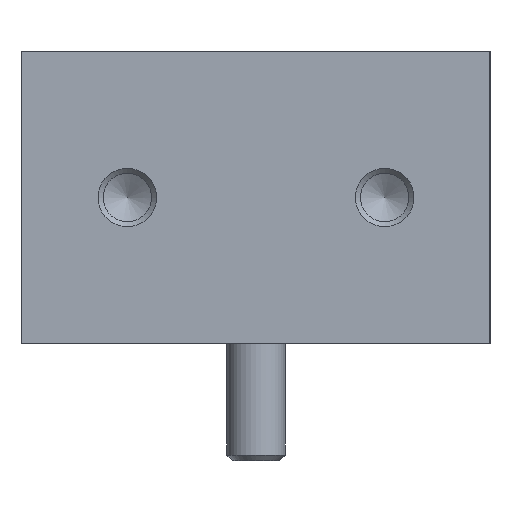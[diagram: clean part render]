
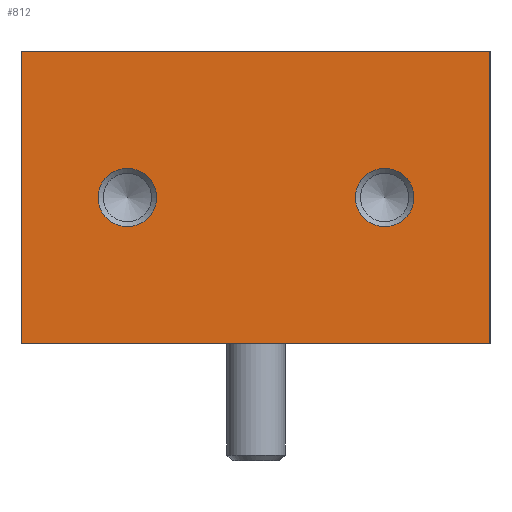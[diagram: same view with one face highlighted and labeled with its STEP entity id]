
A CAD part, left-side view. The second image highlights one B-rep face of the part: STEP entity #812.
In plain terms, the highlighted planar face has unit normal (-1, 0, 0).
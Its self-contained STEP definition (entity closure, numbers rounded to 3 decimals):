
#54=LINE('',#1281,#105);
#55=LINE('',#1284,#106);
#56=LINE('',#1286,#107);
#57=LINE('',#1288,#108);
#105=VECTOR('',#1019,1000.);
#106=VECTOR('',#1020,1000.);
#107=VECTOR('',#1021,1000.);
#108=VECTOR('',#1022,1000.);
#156=PLANE('',#902);
#190=ORIENTED_EDGE('',*,*,#388,.T.);
#191=ORIENTED_EDGE('',*,*,#389,.T.);
#192=ORIENTED_EDGE('',*,*,#390,.F.);
#193=ORIENTED_EDGE('',*,*,#391,.F.);
#194=ORIENTED_EDGE('',*,*,#392,.T.);
#195=ORIENTED_EDGE('',*,*,#393,.T.);
#388=EDGE_CURVE('',#487,#487,#560,.T.);
#389=EDGE_CURVE('',#488,#488,#561,.T.);
#390=EDGE_CURVE('',#489,#490,#54,.T.);
#391=EDGE_CURVE('',#491,#489,#55,.T.);
#392=EDGE_CURVE('',#491,#492,#56,.T.);
#393=EDGE_CURVE('',#492,#490,#57,.T.);
#487=VERTEX_POINT('',#1278);
#488=VERTEX_POINT('',#1280);
#489=VERTEX_POINT('',#1282);
#490=VERTEX_POINT('',#1283);
#491=VERTEX_POINT('',#1285);
#492=VERTEX_POINT('',#1287);
#560=CIRCLE('',#903,2.5);
#561=CIRCLE('',#904,2.5);
#602=EDGE_LOOP('',(#190));
#603=EDGE_LOOP('',(#191));
#604=EDGE_LOOP('',(#192,#193,#194,#195));
#697=FACE_BOUND('',#602,.T.);
#698=FACE_BOUND('',#603,.T.);
#699=FACE_BOUND('',#604,.T.);
#812=ADVANCED_FACE('',(#697,#698,#699),#156,.T.);
#902=AXIS2_PLACEMENT_3D('',#1276,#1013,#1014);
#903=AXIS2_PLACEMENT_3D('',#1277,#1015,#1016);
#904=AXIS2_PLACEMENT_3D('',#1279,#1017,#1018);
#1013=DIRECTION('',(-1.,0.,0.));
#1014=DIRECTION('',(0.,0.,1.));
#1015=DIRECTION('',(1.,0.,0.));
#1016=DIRECTION('',(0.,0.,-1.));
#1017=DIRECTION('',(1.,0.,0.));
#1018=DIRECTION('',(0.,0.,-1.));
#1019=DIRECTION('',(0.,0.,1.));
#1020=DIRECTION('',(0.,1.,0.));
#1021=DIRECTION('',(0.,0.,1.));
#1022=DIRECTION('',(0.,1.,0.));
#1276=CARTESIAN_POINT('',(-33.5,0.,-20.));
#1277=CARTESIAN_POINT('',(-33.5,12.5,11.));
#1278=CARTESIAN_POINT('',(-33.5,12.5,8.5));
#1279=CARTESIAN_POINT('',(-33.5,12.5,-11.));
#1280=CARTESIAN_POINT('',(-33.5,12.5,-13.5));
#1281=CARTESIAN_POINT('',(-33.5,25.,-20.));
#1282=CARTESIAN_POINT('',(-33.5,25.,-20.));
#1283=CARTESIAN_POINT('',(-33.5,25.,20.));
#1284=CARTESIAN_POINT('',(-33.5,0.,-20.));
#1285=CARTESIAN_POINT('',(-33.5,0.,-20.));
#1286=CARTESIAN_POINT('',(-33.5,0.,-20.));
#1287=CARTESIAN_POINT('',(-33.5,0.,20.));
#1288=CARTESIAN_POINT('',(-33.5,0.,20.));
